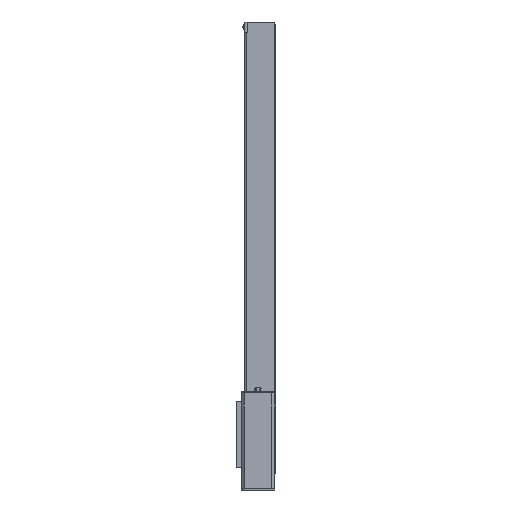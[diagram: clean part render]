
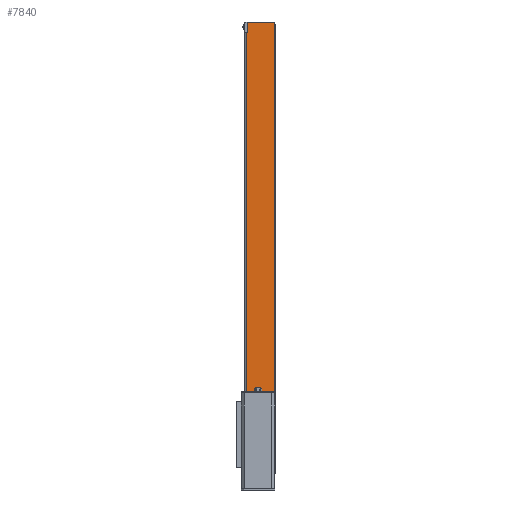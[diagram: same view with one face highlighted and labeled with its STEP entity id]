
A CAD part, left-side view. The second image highlights one B-rep face of the part: STEP entity #7840.
In plain terms, the highlighted planar face has unit normal (-1, 0, 0).
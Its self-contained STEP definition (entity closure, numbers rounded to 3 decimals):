
#755 = VERTEX_POINT ( 'NONE', #21564 ) ;
#894 = VERTEX_POINT ( 'NONE', #19335 ) ;
#1400 = CARTESIAN_POINT ( 'NONE',  ( -51.27, 11., 562.2 ) ) ;
#1403 = DIRECTION ( 'NONE',  ( 0., 0., -1. ) ) ;
#2213 = LINE ( 'NONE', #4339, #11775 ) ;
#2859 = PLANE ( 'NONE',  #3460 ) ;
#3460 = AXIS2_PLACEMENT_3D ( 'NONE', #15407, #10926, #17396 ) ;
#3760 = VECTOR ( 'NONE', #1403, 1000. ) ;
#4167 = EDGE_CURVE ( 'NONE', #894, #25812, #2213, .T. ) ;
#4282 = DIRECTION ( 'NONE',  ( 0., 0., -1. ) ) ;
#4339 = CARTESIAN_POINT ( 'NONE',  ( -51.27, 14.125, 552. ) ) ;
#4340 = CARTESIAN_POINT ( 'NONE',  ( -51.27, 14.125, 10. ) ) ;
#4594 = ORIENTED_EDGE ( 'NONE', *, *, #17931, .T. ) ;
#4739 = DIRECTION ( 'NONE',  ( 0., -1., 0. ) ) ;
#4855 = AXIS2_PLACEMENT_3D ( 'NONE', #9638, #15722, #19551 ) ;
#4985 = ORIENTED_EDGE ( 'NONE', *, *, #21912, .T. ) ;
#6381 = CARTESIAN_POINT ( 'NONE',  ( -51.27, 13., 562.2 ) ) ;
#7052 = CIRCLE ( 'NONE', #11695, 2. ) ;
#7724 = EDGE_CURVE ( 'NONE', #20627, #11187, #22811, .T. ) ;
#7728 = CARTESIAN_POINT ( 'NONE',  ( -51.27, -21., 562.2 ) ) ;
#7840 = ADVANCED_FACE ( 'NONE', ( #9332 ), #2859, .F. ) ;
#7943 = ORIENTED_EDGE ( 'NONE', *, *, #24548, .T. ) ;
#8076 = ORIENTED_EDGE ( 'NONE', *, *, #9525, .F. ) ;
#8472 = VERTEX_POINT ( 'NONE', #6381 ) ;
#8595 = ORIENTED_EDGE ( 'NONE', *, *, #23485, .T. ) ;
#9332 = FACE_OUTER_BOUND ( 'NONE', #14176, .T. ) ;
#9515 = DIRECTION ( 'NONE',  ( 0., -1., 0. ) ) ;
#9525 = EDGE_CURVE ( 'NONE', #24948, #25275, #16422, .T. ) ;
#9638 = CARTESIAN_POINT ( 'NONE',  ( -51.27, -19., 12. ) ) ;
#9643 = CARTESIAN_POINT ( 'NONE',  ( -51.27, 14.125, 564.2 ) ) ;
#9737 = DIRECTION ( 'NONE',  ( 0., 0., -1. ) ) ;
#9885 = ORIENTED_EDGE ( 'NONE', *, *, #4167, .T. ) ;
#10267 = ORIENTED_EDGE ( 'NONE', *, *, #19164, .F. ) ;
#10571 = CARTESIAN_POINT ( 'NONE',  ( -51.27, -19., 10. ) ) ;
#10926 = DIRECTION ( 'NONE',  ( 1., 0., 0. ) ) ;
#11187 = VERTEX_POINT ( 'NONE', #10571 ) ;
#11224 = VECTOR ( 'NONE', #25347, 1000. ) ;
#11345 = CARTESIAN_POINT ( 'NONE',  ( -51.27, 14.125, 608.673 ) ) ;
#11695 = AXIS2_PLACEMENT_3D ( 'NONE', #1400, #24217, #22101 ) ;
#11775 = VECTOR ( 'NONE', #18454, 1000. ) ;
#13820 = LINE ( 'NONE', #19253, #3760 ) ;
#14176 = EDGE_LOOP ( 'NONE', ( #21902, #4594, #8076, #7943, #10267, #4985, #8595, #9885, #25682 ) ) ;
#14670 = VECTOR ( 'NONE', #4282, 1000. ) ;
#14713 = CARTESIAN_POINT ( 'NONE',  ( -51.27, -21., 608.673 ) ) ;
#15407 = CARTESIAN_POINT ( 'NONE',  ( -51.27, 14.125, 608.673 ) ) ;
#15582 = CARTESIAN_POINT ( 'NONE',  ( -51.27, -21., 12. ) ) ;
#15722 = DIRECTION ( 'NONE',  ( -1., 0., 0. ) ) ;
#16422 = LINE ( 'NONE', #14713, #14670 ) ;
#16549 = VERTEX_POINT ( 'NONE', #25479 ) ;
#17396 = DIRECTION ( 'NONE',  ( 0., 0., -1. ) ) ;
#17407 = CARTESIAN_POINT ( 'NONE',  ( -51.27, -19., 562.2 ) ) ;
#17530 = DIRECTION ( 'NONE',  ( -1., 0., 0. ) ) ;
#17931 = EDGE_CURVE ( 'NONE', #11187, #25275, #22120, .T. ) ;
#18069 = AXIS2_PLACEMENT_3D ( 'NONE', #17407, #17530, #9737 ) ;
#18454 = DIRECTION ( 'NONE',  ( 0., 1., 0. ) ) ;
#19149 = LINE ( 'NONE', #11345, #11224 ) ;
#19164 = EDGE_CURVE ( 'NONE', #755, #16549, #23507, .T. ) ;
#19253 = CARTESIAN_POINT ( 'NONE',  ( -51.27, 13., 608.673 ) ) ;
#19335 = CARTESIAN_POINT ( 'NONE',  ( -51.27, 13., 552. ) ) ;
#19551 = DIRECTION ( 'NONE',  ( 0., 0., -1. ) ) ;
#19908 = CARTESIAN_POINT ( 'NONE',  ( -51.27, 14.125, 552. ) ) ;
#20589 = CIRCLE ( 'NONE', #18069, 2. ) ;
#20627 = VERTEX_POINT ( 'NONE', #21840 ) ;
#21200 = VECTOR ( 'NONE', #4739, 1000. ) ;
#21237 = EDGE_CURVE ( 'NONE', #25812, #20627, #19149, .T. ) ;
#21564 = CARTESIAN_POINT ( 'NONE',  ( -51.27, 11., 564.2 ) ) ;
#21840 = CARTESIAN_POINT ( 'NONE',  ( -51.27, 14.125, 10. ) ) ;
#21902 = ORIENTED_EDGE ( 'NONE', *, *, #7724, .T. ) ;
#21912 = EDGE_CURVE ( 'NONE', #755, #8472, #7052, .T. ) ;
#22101 = DIRECTION ( 'NONE',  ( 0., 0., -1. ) ) ;
#22120 = CIRCLE ( 'NONE', #4855, 2. ) ;
#22811 = LINE ( 'NONE', #4340, #21200 ) ;
#22953 = VECTOR ( 'NONE', #9515, 1000. ) ;
#23485 = EDGE_CURVE ( 'NONE', #8472, #894, #13820, .T. ) ;
#23507 = LINE ( 'NONE', #9643, #22953 ) ;
#24217 = DIRECTION ( 'NONE',  ( -1., 0., 0. ) ) ;
#24548 = EDGE_CURVE ( 'NONE', #24948, #16549, #20589, .T. ) ;
#24948 = VERTEX_POINT ( 'NONE', #7728 ) ;
#25275 = VERTEX_POINT ( 'NONE', #15582 ) ;
#25347 = DIRECTION ( 'NONE',  ( 0., 0., -1. ) ) ;
#25479 = CARTESIAN_POINT ( 'NONE',  ( -51.27, -19., 564.2 ) ) ;
#25682 = ORIENTED_EDGE ( 'NONE', *, *, #21237, .T. ) ;
#25812 = VERTEX_POINT ( 'NONE', #19908 ) ;
